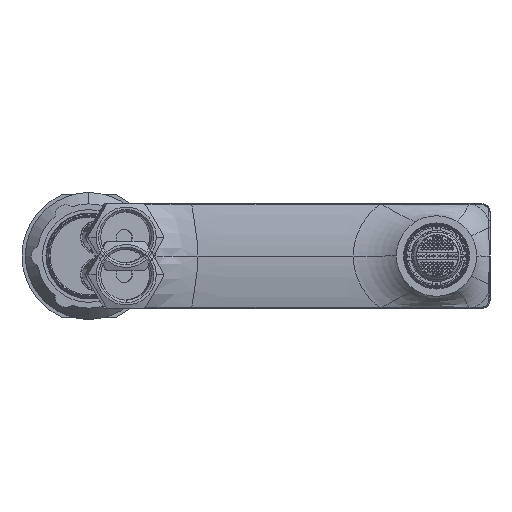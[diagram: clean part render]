
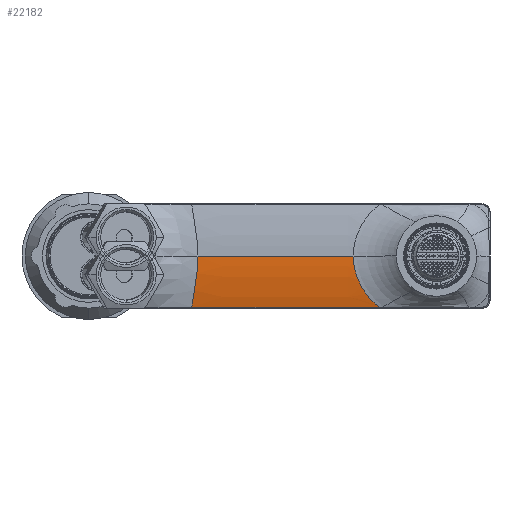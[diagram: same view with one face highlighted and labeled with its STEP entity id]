
A CAD part, front view. The second image highlights one B-rep face of the part: STEP entity #22182.
In plain terms, the highlighted free-form (B-spline) face has degree [5, 5] with [6, 7] control points.
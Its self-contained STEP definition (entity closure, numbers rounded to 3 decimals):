
#6218=CARTESIAN_POINT('',(38.482,120.43,-19.124));
#6383=DIRECTION('',(-1.,-0.027,0.));
#6384=VECTOR('',#6383,70.206);
#6385=CARTESIAN_POINT('',(108.662,122.301,-19.124));
#6386=LINE('',#6385,#6384);
#6387=CARTESIAN_POINT('',(40.82,118.089,0.));
#6388=CARTESIAN_POINT('',(40.82,118.089,-3.31));
#6389=CARTESIAN_POINT('',(40.223,118.391,-8.238));
#6390=CARTESIAN_POINT('',(39.147,119.383,-14.583));
#6391=CARTESIAN_POINT('',(38.672,120.061,-17.658));
#6392=CARTESIAN_POINT('',(38.482,120.43,-19.124));
#6394=DIRECTION('',(-1.,-0.027,0.));
#6395=VECTOR('',#6394,57.947);
#6396=CARTESIAN_POINT('',(98.746,119.633,0.));
#6397=LINE('',#6396,#6395);
#6631=CARTESIAN_POINT('',(98.746,119.633,0.));
#6632=CARTESIAN_POINT('',(98.746,119.633,-1.861));
#6633=CARTESIAN_POINT('',(99.347,119.79,-5.737));
#6634=CARTESIAN_POINT('',(101.295,120.379,-10.443));
#6635=CARTESIAN_POINT('',(103.387,120.994,-13.825));
#6636=CARTESIAN_POINT('',(104.878,121.409,-15.72));
#6637=CARTESIAN_POINT('',(106.158,121.738,-17.069));
#6638=CARTESIAN_POINT('',(107.156,121.979,-17.989));
#6639=CARTESIAN_POINT('',(107.997,122.166,-18.658));
#6640=CARTESIAN_POINT('',(108.504,122.27,-19.016));
#6641=CARTESIAN_POINT('',(108.662,122.301,-19.124));
#8638=CARTESIAN_POINT('',(98.746,119.633,0.));
#8639=CARTESIAN_POINT('',(40.82,118.089,0.));
#8640=VERTEX_POINT('',#8638);
#8641=VERTEX_POINT('',#8639);
#8987=VERTEX_POINT('',#6218);
#8989=CARTESIAN_POINT('',(108.662,122.301,-19.124));
#8990=VERTEX_POINT('',#8989);
#22131=CARTESIAN_POINT('',(151.734,123.547,-19.5));
#22132=CARTESIAN_POINT('',(136.387,123.138,-19.5));
#22133=CARTESIAN_POINT('',(106.04,122.329,-19.5));
#22134=CARTESIAN_POINT('',(75.694,121.519,-19.5));
#22135=CARTESIAN_POINT('',(45.347,120.71,-19.5));
#22136=CARTESIAN_POINT('',(15.,119.901,-19.5));
#22137=CARTESIAN_POINT('',(0.,119.501,-19.5));
#22138=CARTESIAN_POINT('',(151.734,122.533,
-15.61));
#22139=CARTESIAN_POINT('',(136.387,122.123,
-15.61));
#22140=CARTESIAN_POINT('',(106.04,121.314,
-15.61));
#22141=CARTESIAN_POINT('',(75.694,120.505,
-15.61));
#22142=CARTESIAN_POINT('',(45.347,119.696,
-15.61));
#22143=CARTESIAN_POINT('',(15.,118.886,-15.61));
#22144=CARTESIAN_POINT('',(0.,118.486,-15.61));
#22145=CARTESIAN_POINT('',(151.734,121.771,
-11.654));
#22146=CARTESIAN_POINT('',(136.387,121.362,
-11.654));
#22147=CARTESIAN_POINT('',(106.04,120.553,
-11.654));
#22148=CARTESIAN_POINT('',(75.694,119.743,
-11.654));
#22149=CARTESIAN_POINT('',(45.347,118.934,
-11.654));
#22150=CARTESIAN_POINT('',(15.,118.125,-11.654));
#22151=CARTESIAN_POINT('',(0.,117.725,-11.654));
#22152=CARTESIAN_POINT('',(151.734,121.268,
-7.655));
#22153=CARTESIAN_POINT('',(136.387,120.859,
-7.655));
#22154=CARTESIAN_POINT('',(106.04,120.05,
-7.655));
#22155=CARTESIAN_POINT('',(75.694,119.241,
-7.655));
#22156=CARTESIAN_POINT('',(45.347,118.431,
-7.655));
#22157=CARTESIAN_POINT('',(15.,117.622,-7.655));
#22158=CARTESIAN_POINT('',(0.,117.222,-7.655));
#22159=CARTESIAN_POINT('',(151.734,121.027,
-3.633));
#22160=CARTESIAN_POINT('',(136.387,120.618,
-3.633));
#22161=CARTESIAN_POINT('',(106.04,119.809,
-3.633));
#22162=CARTESIAN_POINT('',(75.694,118.999,
-3.633));
#22163=CARTESIAN_POINT('',(45.347,118.19,
-3.633));
#22164=CARTESIAN_POINT('',(15.,117.381,-3.633));
#22165=CARTESIAN_POINT('',(0.,116.981,-3.633));
#22166=CARTESIAN_POINT('',(151.734,121.047,
0.386));
#22167=CARTESIAN_POINT('',(136.387,120.638,
0.386));
#22168=CARTESIAN_POINT('',(106.04,119.829,
0.386));
#22169=CARTESIAN_POINT('',(75.694,119.019,
0.386));
#22170=CARTESIAN_POINT('',(45.347,118.21,
0.386));
#22171=CARTESIAN_POINT('',(15.,117.401,0.386));
#22172=CARTESIAN_POINT('',(0.,117.001,0.386));
#22173=B_SPLINE_SURFACE_WITH_KNOTS('',5,5,((#22131,#22132,#22133,#22134,#22135,
#22136,#22137),(#22138,#22139,#22140,#22141,#22142,#22143,#22144),(#22145,
#22146,#22147,#22148,#22149,#22150,#22151),(#22152,#22153,#22154,#22155,#22156,
#22157,#22158),(#22159,#22160,#22161,#22162,#22163,#22164,#22165),(#22166,
#22167,#22168,#22169,#22170,#22171,#22172)),.UNSPECIFIED.,.F.,.F.,.F.,(6,6),(6,
1,6),(0.,1.02),(-0.012,0.5,1.),.UNSPECIFIED.);
#22174=ORIENTED_EDGE('',*,*,#22085,.T.);
#22175=ORIENTED_EDGE('',*,*,#20855,.F.);
#22177=ORIENTED_EDGE('',*,*,#22176,.F.);
#22179=ORIENTED_EDGE('',*,*,#22178,.T.);
#22180=EDGE_LOOP('',(#22174,#22175,#22177,#22179));
#22181=FACE_OUTER_BOUND('',#22180,.F.);
#22182=ADVANCED_FACE('',(#22181),#22173,.T.);
#6393=B_SPLINE_CURVE_WITH_KNOTS('',3,(#6387,#6388,#6389,#6390,#6391,#6392),
.UNSPECIFIED.,.F.,.F.,(4,1,1,4),(0.,0.51,0.765,1.),
.UNSPECIFIED.);
#6642=B_SPLINE_CURVE_WITH_KNOTS('',3,(#6631,#6632,#6633,#6634,#6635,#6636,#6637,
#6638,#6639,#6640,#6641),.UNSPECIFIED.,.F.,.F.,(4,1,1,1,1,1,1,1,4),(0.,
0.259,0.518,0.647,0.777,
0.841,0.906,0.971,1.),.UNSPECIFIED.);
#20855=EDGE_CURVE('',#8641,#8987,#6393,.T.);
#22085=EDGE_CURVE('',#8990,#8987,#6386,.T.);
#22176=EDGE_CURVE('',#8640,#8641,#6397,.T.);
#22178=EDGE_CURVE('',#8640,#8990,#6642,.T.);
